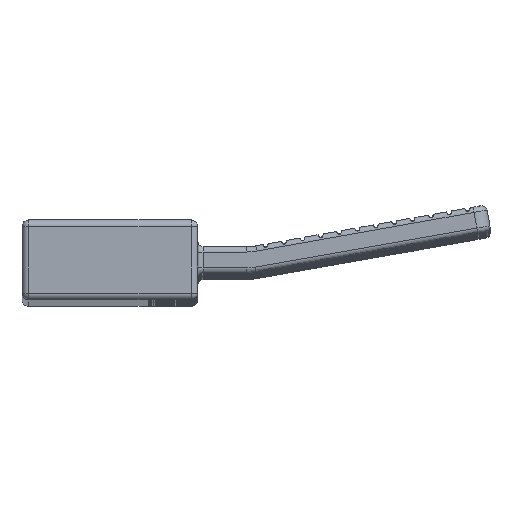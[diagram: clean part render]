
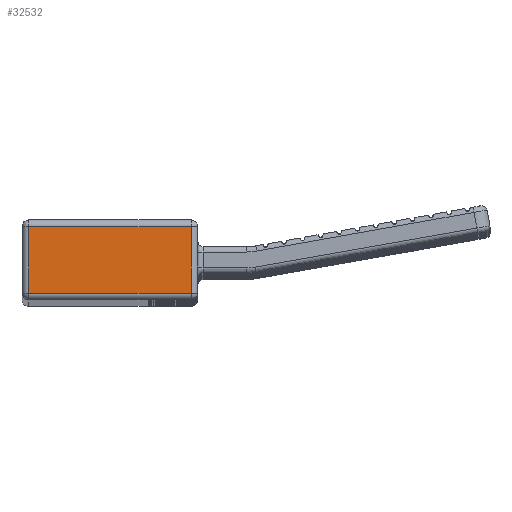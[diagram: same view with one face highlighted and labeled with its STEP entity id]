
A CAD part, top view. The second image highlights one B-rep face of the part: STEP entity #32532.
In plain terms, the highlighted planar face has unit normal (0, 0, 1).
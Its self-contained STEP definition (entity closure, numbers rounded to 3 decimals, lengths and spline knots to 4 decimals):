
#1907=PLANE('',#36204);
#3402=LINE('',#62747,#5466);
#3409=LINE('',#62778,#5473);
#3651=LINE('',#63926,#5715);
#3652=LINE('',#63927,#5716);
#5466=VECTOR('',#43824,2.5);
#5473=VECTOR('',#43865,6.1);
#5715=VECTOR('',#45169,2.5);
#5716=VECTOR('',#45170,6.1);
#8252=FACE_OUTER_BOUND('',#10148,.T.);
#10148=EDGE_LOOP('',(#27304,#27305,#27306,#27307));
#15417=VERTEX_POINT('',#62744);
#15418=VERTEX_POINT('',#62746);
#15425=VERTEX_POINT('',#62776);
#15800=VERTEX_POINT('',#63925);
#19493=EDGE_CURVE('',#15417,#15418,#3402,.T.);
#19510=EDGE_CURVE('',#15425,#15417,#3409,.T.);
#20083=EDGE_CURVE('',#15800,#15425,#3651,.T.);
#20084=EDGE_CURVE('',#15418,#15800,#3652,.T.);
#27304=ORIENTED_EDGE('',*,*,#19493,.F.);
#27305=ORIENTED_EDGE('',*,*,#19510,.F.);
#27306=ORIENTED_EDGE('',*,*,#20083,.F.);
#27307=ORIENTED_EDGE('',*,*,#20084,.F.);
#32532=ADVANCED_FACE('',(#8252),#1907,.T.);
#36204=AXIS2_PLACEMENT_3D('',#63924,#45167,#45168);
#43824=DIRECTION('',(0.,1.,0.));
#43865=DIRECTION('',(-1.,0.,0.));
#45167=DIRECTION('center_axis',(0.,0.,1.));
#45168=DIRECTION('ref_axis',(1.,0.,0.));
#45169=DIRECTION('',(0.,-1.,0.));
#45170=DIRECTION('',(1.,0.,0.));
#62744=CARTESIAN_POINT('',(-2.25,0.25,69.));
#62746=CARTESIAN_POINT('',(-2.25,2.75,69.));
#62747=CARTESIAN_POINT('',(-2.25,0.,69.));
#62776=CARTESIAN_POINT('',(3.85,0.25,69.));
#62778=CARTESIAN_POINT('',(0.4,0.25,69.));
#63924=CARTESIAN_POINT('Origin',(-2.5,0.,69.));
#63925=CARTESIAN_POINT('',(3.85,2.75,69.));
#63926=CARTESIAN_POINT('',(3.85,0.,69.));
#63927=CARTESIAN_POINT('',(0.4,2.75,69.));
